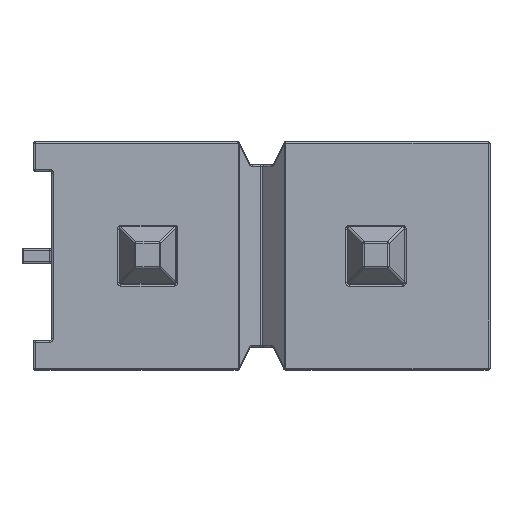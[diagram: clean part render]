
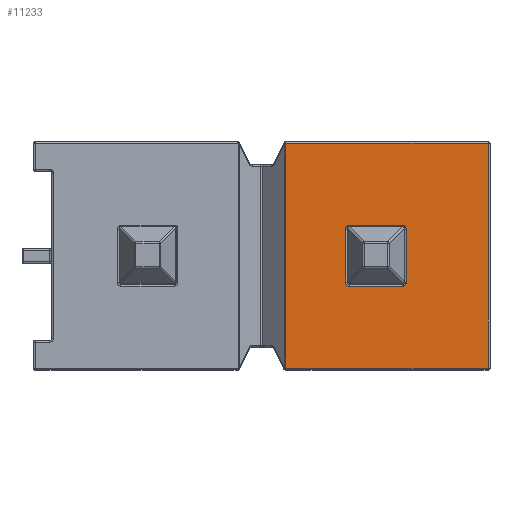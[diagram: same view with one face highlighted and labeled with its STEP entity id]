
A CAD part, top view. The second image highlights one B-rep face of the part: STEP entity #11233.
In plain terms, the highlighted face is planar.
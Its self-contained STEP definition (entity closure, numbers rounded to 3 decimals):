
#98=FACE_BOUND('',#3447,.T.);
#119=PLANE('',#12137);
#370=LINE('',#18897,#1279);
#372=LINE('',#18909,#1281);
#380=LINE('',#18948,#1289);
#388=LINE('',#18969,#1297);
#392=LINE('',#18980,#1301);
#393=LINE('',#18982,#1302);
#394=LINE('',#18984,#1303);
#395=LINE('',#18986,#1304);
#396=LINE('',#18988,#1305);
#397=LINE('',#18989,#1306);
#1279=VECTOR('',#13599,10.);
#1281=VECTOR('',#13613,10.);
#1289=VECTOR('',#13659,10.);
#1297=VECTOR('',#13685,10.);
#1301=VECTOR('',#13699,10.);
#1302=VECTOR('',#13700,10.);
#1303=VECTOR('',#13701,10.);
#1304=VECTOR('',#13702,10.);
#1305=VECTOR('',#13703,10.);
#1306=VECTOR('',#13704,10.);
#2681=FACE_OUTER_BOUND('',#3446,.T.);
#3446=EDGE_LOOP('',(#7938,#7939,#7940,#7941,#7942,#7943));
#3447=EDGE_LOOP('',(#7944,#7945,#7946,#7947,#7948,#7949,#7950,#7951));
#4205=CIRCLE('',#12083,0.04);
#4215=CIRCLE('',#12096,0.04);
#4217=CIRCLE('',#12100,0.04);
#4229=CIRCLE('',#12119,0.04);
#5015=VERTEX_POINT('',#18867);
#5016=VERTEX_POINT('',#18868);
#5025=VERTEX_POINT('',#18891);
#5026=VERTEX_POINT('',#18893);
#5027=VERTEX_POINT('',#18900);
#5028=VERTEX_POINT('',#18901);
#5039=VERTEX_POINT('',#18939);
#5040=VERTEX_POINT('',#18940);
#5047=VERTEX_POINT('',#18978);
#5048=VERTEX_POINT('',#18979);
#5049=VERTEX_POINT('',#18981);
#5050=VERTEX_POINT('',#18983);
#5051=VERTEX_POINT('',#18985);
#5052=VERTEX_POINT('',#18987);
#6049=EDGE_CURVE('',#5015,#5016,#4205,.T.);
#6061=EDGE_CURVE('',#5025,#5026,#4215,.T.);
#6063=EDGE_CURVE('',#5016,#5025,#370,.T.);
#6065=EDGE_CURVE('',#5027,#5028,#4217,.T.);
#6069=EDGE_CURVE('',#5028,#5015,#372,.T.);
#6085=EDGE_CURVE('',#5039,#5040,#4229,.T.);
#6089=EDGE_CURVE('',#5040,#5027,#380,.T.);
#6101=EDGE_CURVE('',#5026,#5039,#388,.T.);
#6105=EDGE_CURVE('',#5047,#5048,#392,.T.);
#6106=EDGE_CURVE('',#5049,#5047,#393,.T.);
#6107=EDGE_CURVE('',#5050,#5049,#394,.T.);
#6108=EDGE_CURVE('',#5051,#5050,#395,.T.);
#6109=EDGE_CURVE('',#5052,#5051,#396,.T.);
#6110=EDGE_CURVE('',#5048,#5052,#397,.T.);
#7938=ORIENTED_EDGE('',*,*,#6105,.F.);
#7939=ORIENTED_EDGE('',*,*,#6106,.F.);
#7940=ORIENTED_EDGE('',*,*,#6107,.F.);
#7941=ORIENTED_EDGE('',*,*,#6108,.F.);
#7942=ORIENTED_EDGE('',*,*,#6109,.F.);
#7943=ORIENTED_EDGE('',*,*,#6110,.F.);
#7944=ORIENTED_EDGE('',*,*,#6085,.F.);
#7945=ORIENTED_EDGE('',*,*,#6101,.F.);
#7946=ORIENTED_EDGE('',*,*,#6061,.F.);
#7947=ORIENTED_EDGE('',*,*,#6063,.F.);
#7948=ORIENTED_EDGE('',*,*,#6049,.F.);
#7949=ORIENTED_EDGE('',*,*,#6069,.F.);
#7950=ORIENTED_EDGE('',*,*,#6065,.F.);
#7951=ORIENTED_EDGE('',*,*,#6089,.F.);
#11233=ADVANCED_FACE('',(#2681,#98),#119,.T.);
#12083=AXIS2_PLACEMENT_3D('',#18869,#13565,#13566);
#12096=AXIS2_PLACEMENT_3D('',#18894,#13593,#13594);
#12100=AXIS2_PLACEMENT_3D('',#18902,#13603,#13604);
#12119=AXIS2_PLACEMENT_3D('',#18941,#13649,#13650);
#12137=AXIS2_PLACEMENT_3D('',#18977,#13697,#13698);
#13565=DIRECTION('center_axis',(0.,1.,0.));
#13566=DIRECTION('ref_axis',(0.707,0.,-0.707));
#13593=DIRECTION('center_axis',(0.,1.,0.));
#13594=DIRECTION('ref_axis',(-0.707,0.,-0.707));
#13599=DIRECTION('',(-1.,0.,0.));
#13603=DIRECTION('center_axis',(0.,1.,0.));
#13604=DIRECTION('ref_axis',(0.707,0.,0.707));
#13613=DIRECTION('',(0.,0.,-1.));
#13649=DIRECTION('center_axis',(0.,1.,0.));
#13650=DIRECTION('ref_axis',(-0.707,0.,0.707));
#13659=DIRECTION('',(1.,0.,0.));
#13685=DIRECTION('',(0.,0.,1.));
#13697=DIRECTION('center_axis',(0.,1.,0.));
#13698=DIRECTION('ref_axis',(0.,0.,1.));
#13699=DIRECTION('',(-0.438,0.,-0.899));
#13700=DIRECTION('',(-1.,0.,0.));
#13701=DIRECTION('',(0.,0.,1.));
#13702=DIRECTION('',(1.,0.,0.));
#13703=DIRECTION('',(0.438,0.,-0.899));
#13704=DIRECTION('',(0.,0.,-1.));
#18867=CARTESIAN_POINT('',(1.608,2.54,-0.298));
#18868=CARTESIAN_POINT('',(1.568,2.54,-0.338));
#18869=CARTESIAN_POINT('Origin',(1.568,2.54,-0.298));
#18891=CARTESIAN_POINT('',(0.973,2.54,-0.338));
#18893=CARTESIAN_POINT('',(0.933,2.54,-0.298));
#18894=CARTESIAN_POINT('Origin',(0.973,2.54,-0.298));
#18897=CARTESIAN_POINT('',(0.794,2.54,-0.338));
#18900=CARTESIAN_POINT('',(1.568,2.54,0.338));
#18901=CARTESIAN_POINT('',(1.608,2.54,0.298));
#18902=CARTESIAN_POINT('Origin',(1.568,2.54,0.298));
#18909=CARTESIAN_POINT('',(1.608,2.54,0.159));
#18939=CARTESIAN_POINT('',(0.933,2.54,0.298));
#18940=CARTESIAN_POINT('',(0.973,2.54,0.338));
#18941=CARTESIAN_POINT('Origin',(0.973,2.54,0.298));
#18948=CARTESIAN_POINT('',(0.476,2.54,0.338));
#18969=CARTESIAN_POINT('',(0.933,2.54,-0.159));
#18977=CARTESIAN_POINT('Origin',(0.,2.54,0.));
#18978=CARTESIAN_POINT('',(0.266,2.54,1.25));
#18979=CARTESIAN_POINT('',(0.262,2.54,1.241));
#18980=CARTESIAN_POINT('',(-0.003,2.54,0.698));
#18981=CARTESIAN_POINT('',(2.52,2.54,1.25));
#18982=CARTESIAN_POINT('',(-1.27,2.54,1.25));
#18983=CARTESIAN_POINT('',(2.52,2.54,-1.25));
#18984=CARTESIAN_POINT('',(2.52,2.54,0.635));
#18985=CARTESIAN_POINT('',(0.266,2.54,-1.25));
#18986=CARTESIAN_POINT('',(1.27,2.54,-1.25));
#18987=CARTESIAN_POINT('',(0.262,2.54,-1.241));
#18988=CARTESIAN_POINT('',(-0.065,2.54,-0.571));
#18989=CARTESIAN_POINT('',(0.262,2.54,0.));
